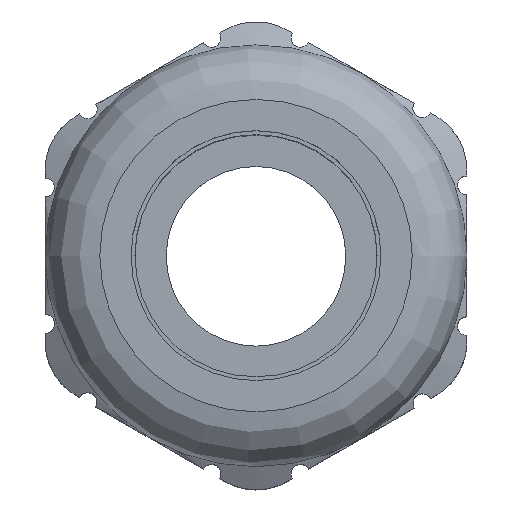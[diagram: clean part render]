
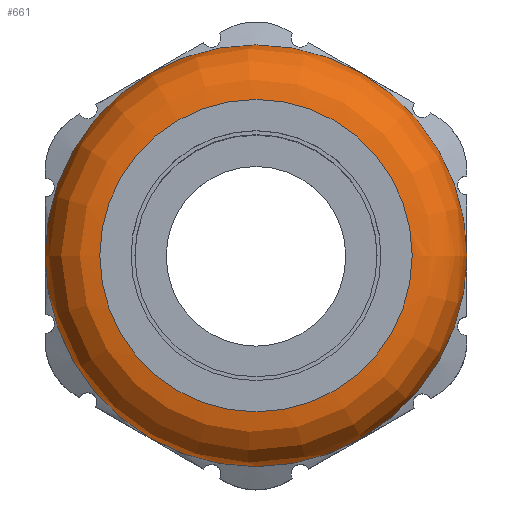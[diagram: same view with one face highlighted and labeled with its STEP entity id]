
A CAD part, top view. The second image highlights one B-rep face of the part: STEP entity #661.
In plain terms, the highlighted free-form (B-spline) face has degree [2, 2] with [5, 7] control points.
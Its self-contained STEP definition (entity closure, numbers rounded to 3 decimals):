
#385=(
BOUNDED_SURFACE()
B_SPLINE_SURFACE(2,2,((#6720,#6721,#6722,#6723,#6724,#6725,#6726),(#6727,
#6728,#6729,#6730,#6731,#6732,#6733),(#6734,#6735,#6736,#6737,#6738,#6739,
#6740),(#6741,#6742,#6743,#6744,#6745,#6746,#6747),(#6748,#6749,#6750,#6751,
#6752,#6753,#6754)),.UNSPECIFIED.,.F.,.T.,.F.)
B_SPLINE_SURFACE_WITH_KNOTS((3,2,3),(1,2,2,2,2,1),(0.,0.5,1.),(-0.333,
0.,0.333,0.667,1.,1.333),
 .UNSPECIFIED.)
GEOMETRIC_REPRESENTATION_ITEM()
RATIONAL_B_SPLINE_SURFACE(((1.,0.5,1.,0.5,1.,0.5,1.),(0.854,
0.427,0.854,0.427,0.854,0.427,
0.854),(0.854,0.427,0.854,
0.427,0.854,0.427,0.854),
(0.854,0.427,0.854,0.427,
0.854,0.427,0.854),(1.,0.5,1.,0.5,1.,
0.5,1.)))
REPRESENTATION_ITEM('')
SURFACE()
);
#661=ADVANCED_FACE('',(#915,#916),#385,.T.);
#915=FACE_BOUND('',#1007,.T.);
#916=FACE_BOUND('',#1008,.T.);
#1007=EDGE_LOOP('',(#1670));
#1008=EDGE_LOOP('',(#1671));
#1670=ORIENTED_EDGE('',*,*,#2808,.F.);
#1671=ORIENTED_EDGE('',*,*,#2809,.F.);
#2391=VERTEX_POINT('',#6716);
#2392=VERTEX_POINT('',#6719);
#2808=EDGE_CURVE('',#2391,#2391,#3183,.T.);
#2809=EDGE_CURVE('',#2392,#2392,#3184,.T.);
#3183=CIRCLE('',#4532,13.5);
#3184=CIRCLE('',#4534,10.);
#4532=AXIS2_PLACEMENT_3D('',#6715,#5125,#5126);
#4534=AXIS2_PLACEMENT_3D('',#6718,#5129,#5130);
#5125=DIRECTION('',(0.,0.,-1.));
#5126=DIRECTION('',(1.,0.,0.));
#5129=DIRECTION('',(0.,0.,1.));
#5130=DIRECTION('',(1.,0.,0.));
#6715=CARTESIAN_POINT('',(0.,0.,6.6));
#6716=CARTESIAN_POINT('',(13.5,0.,6.6));
#6718=CARTESIAN_POINT('',(0.,0.,10.1));
#6719=CARTESIAN_POINT('',(10.,0.,10.1));
#6720=CARTESIAN_POINT('',(13.5,0.,6.6));
#6721=CARTESIAN_POINT('',(13.5,-23.383,6.6));
#6722=CARTESIAN_POINT('',(-6.75,-11.691,6.6));
#6723=CARTESIAN_POINT('',(-27.,0.,6.6));
#6724=CARTESIAN_POINT('',(-6.75,11.691,6.6));
#6725=CARTESIAN_POINT('',(13.5,23.383,6.6));
#6726=CARTESIAN_POINT('',(13.5,0.,6.6));
#6727=CARTESIAN_POINT('',(13.5,0.,8.05));
#6728=CARTESIAN_POINT('',(13.5,-23.383,8.05));
#6729=CARTESIAN_POINT('',(-6.75,-11.691,8.05));
#6730=CARTESIAN_POINT('',(-27.,0.,8.05));
#6731=CARTESIAN_POINT('',(-6.75,11.691,8.05));
#6732=CARTESIAN_POINT('',(13.5,23.383,8.05));
#6733=CARTESIAN_POINT('',(13.5,0.,8.05));
#6734=CARTESIAN_POINT('',(12.475,0.,9.075));
#6735=CARTESIAN_POINT('',(12.475,-21.607,9.075));
#6736=CARTESIAN_POINT('',(-6.237,-10.804,9.075));
#6737=CARTESIAN_POINT('',(-24.95,0.,9.075));
#6738=CARTESIAN_POINT('',(-6.237,10.804,9.075));
#6739=CARTESIAN_POINT('',(12.475,21.607,9.075));
#6740=CARTESIAN_POINT('',(12.475,0.,9.075));
#6741=CARTESIAN_POINT('',(11.45,0.,10.1));
#6742=CARTESIAN_POINT('',(11.45,-19.832,10.1));
#6743=CARTESIAN_POINT('',(-5.725,-9.916,10.1));
#6744=CARTESIAN_POINT('',(-22.899,0.,10.1));
#6745=CARTESIAN_POINT('',(-5.725,9.916,10.1));
#6746=CARTESIAN_POINT('',(11.45,19.832,10.1));
#6747=CARTESIAN_POINT('',(11.45,0.,10.1));
#6748=CARTESIAN_POINT('',(10.,0.,10.1));
#6749=CARTESIAN_POINT('',(10.,-17.321,10.1));
#6750=CARTESIAN_POINT('',(-5.,-8.66,10.1));
#6751=CARTESIAN_POINT('',(-20.,0.,10.1));
#6752=CARTESIAN_POINT('',(-5.,8.66,10.1));
#6753=CARTESIAN_POINT('',(10.,17.321,10.1));
#6754=CARTESIAN_POINT('',(10.,0.,10.1));
